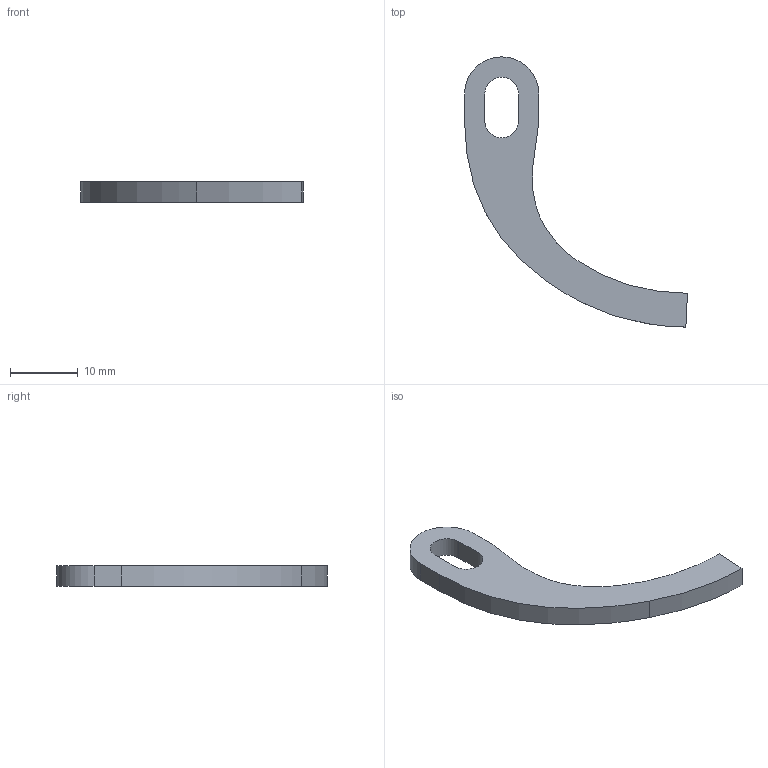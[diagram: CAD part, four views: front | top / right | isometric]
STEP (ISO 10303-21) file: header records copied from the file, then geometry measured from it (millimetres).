
FILE_DESCRIPTION (( 'STEP AP203' ), '1' );
FILE_NAME ('Hull to rope_Default_sldprt.STEP', '2021-04-13T21:44:31', ( '' ), ( '' ), 'SwSTEP 2.0', 'SolidWorks 2020', '' );
FILE_SCHEMA (( 'CONFIG_CONTROL_DESIGN' ));
Length unit declared in the file: millimetre
Products named in the file (1): Hull to rope_Default_sldprt
Bounding box: 33 x 40 x 3 mm (x, y, z)
Volume: 1044.3 mm3; surface area: 1129.7 mm2
Topology: 1 solids, 1 shells, 14 faces, 36 edges, 24 vertices
Faces by surface type: plane 6, bspline 5, cylinder 3
Entity records: 562 total; most frequent: CARTESIAN_POINT 168, ORIENTED_EDGE 72, DIRECTION 52, EDGE_CURVE 36, VERTEX_POINT 24, VECTOR 20, LINE 20, EDGE_LOOP 16
